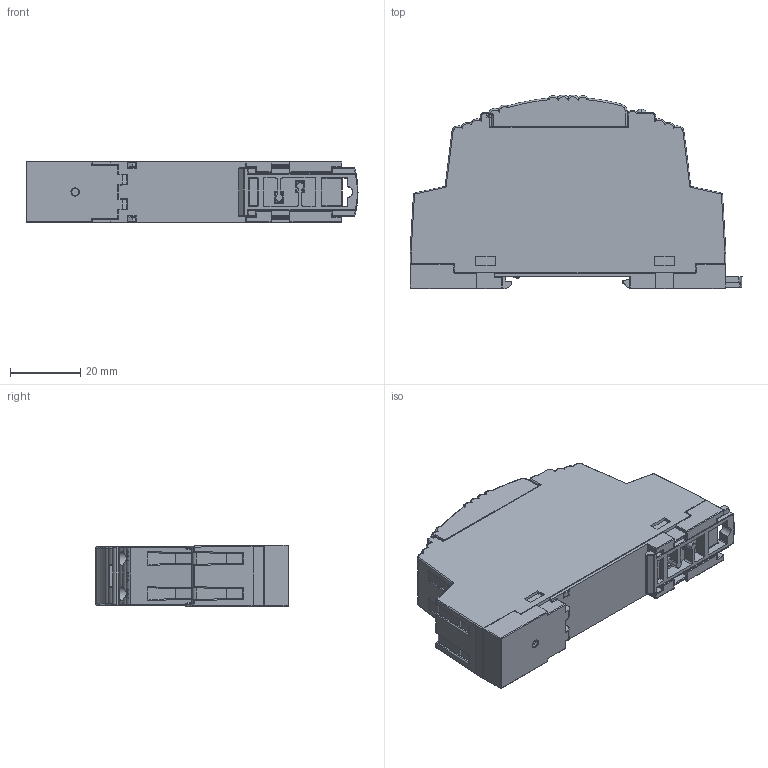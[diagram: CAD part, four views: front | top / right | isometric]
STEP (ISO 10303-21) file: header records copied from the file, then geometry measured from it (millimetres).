
FILE_DESCRIPTION (( 'STEP AP214' ), '1' );
FILE_NAME ('TR4N.STEP', '2014-09-11T09:55:41', ( '' ), ( '' ), 'SwSTEP 2.0', 'SolidWorks 2012', '' );
FILE_SCHEMA (( 'AUTOMOTIVE_DESIGN' ));
Length unit declared in the file: millimetre
Products named in the file (3): Zaczep na szynê; Obudowa TR4N_Nadruki; TR4N
Assembly tree (2 placements, depth 2):
  TR4N
    Obudowa TR4N_Nadruki
    Zaczep na szynê
Bounding box: 94.57 x 55.18 x 17.52 mm (x, y, z)
Volume: 66263.7 mm3; surface area: 16648.9 mm2
Topology: 2 solids, 5 shells, 1424 faces, 3699 edges, 2301 vertices
Faces by surface type: plane 611, cylinder 388, bspline 298, sphere 64, torus 57, cone 6
Entity records: 61328 total; most frequent: CARTESIAN_POINT 23148, ORIENTED_EDGE 7306, DIRECTION 5561, EDGE_CURVE 3653, VERTEX_POINT 2299, LINE 2071, VECTOR 2071, AXIS2_PLACEMENT_3D 1745
